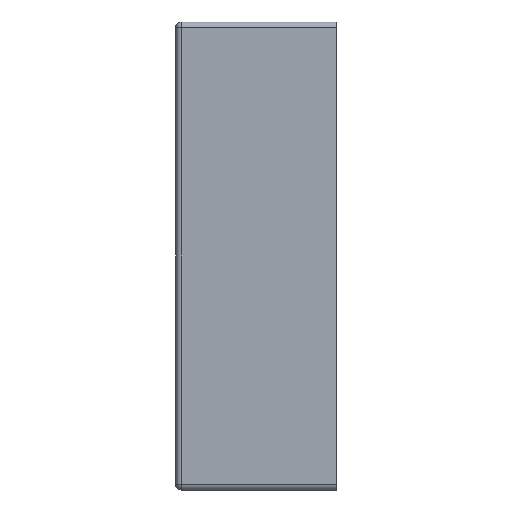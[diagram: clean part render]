
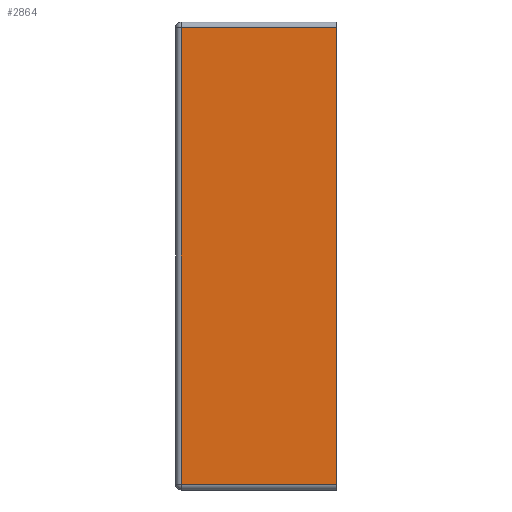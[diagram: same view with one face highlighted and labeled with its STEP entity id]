
A CAD part, left-side view. The second image highlights one B-rep face of the part: STEP entity #2864.
In plain terms, the highlighted planar face has unit normal (-1, 0, 0).
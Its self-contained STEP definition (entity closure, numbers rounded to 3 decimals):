
#714 = DIRECTION ( 'NONE',  ( 0., 0., 1. ) ) ;
#724 = VERTEX_POINT ( 'NONE', #2062 ) ;
#782 = VECTOR ( 'NONE', #4919, 1000. ) ;
#936 = LINE ( 'NONE', #5144, #6008 ) ;
#941 = LINE ( 'NONE', #3926, #782 ) ;
#1212 = CARTESIAN_POINT ( 'NONE',  ( -1.25, 0., -1.25 ) ) ;
#1590 = LINE ( 'NONE', #5837, #3725 ) ;
#1691 = CARTESIAN_POINT ( 'NONE',  ( -1.25, 0.86, -1.25 ) ) ;
#1774 = PLANE ( 'NONE',  #1841 ) ;
#1841 = AXIS2_PLACEMENT_3D ( 'NONE', #1691, #5361, #3774 ) ;
#1890 = CARTESIAN_POINT ( 'NONE',  ( -1.25, 0., 1.22 ) ) ;
#1936 = DIRECTION ( 'NONE',  ( 0., 1., 0. ) ) ;
#2017 = VERTEX_POINT ( 'NONE', #5262 ) ;
#2060 = VECTOR ( 'NONE', #714, 1000. ) ;
#2062 = CARTESIAN_POINT ( 'NONE',  ( -1.25, 0.83, -1.22 ) ) ;
#2343 = CARTESIAN_POINT ( 'NONE',  ( -1.25, 0.83, 1.22 ) ) ;
#2414 = VERTEX_POINT ( 'NONE', #1890 ) ;
#2788 = ORIENTED_EDGE ( 'NONE', *, *, #4972, .T. ) ;
#2864 = ADVANCED_FACE ( 'NONE', ( #5685 ), #1774, .F. ) ;
#3095 = VERTEX_POINT ( 'NONE', #2343 ) ;
#3155 = ORIENTED_EDGE ( 'NONE', *, *, #5091, .T. ) ;
#3508 = EDGE_LOOP ( 'NONE', ( #5728, #3155, #5290, #2788 ) ) ;
#3725 = VECTOR ( 'NONE', #1936, 1000. ) ;
#3774 = DIRECTION ( 'NONE',  ( 0., 0., -1. ) ) ;
#3926 = CARTESIAN_POINT ( 'NONE',  ( -1.25, 0., -1.22 ) ) ;
#4632 = LINE ( 'NONE', #1212, #2060 ) ;
#4648 = DIRECTION ( 'NONE',  ( 0., 0., -1. ) ) ;
#4919 = DIRECTION ( 'NONE',  ( 0., -1., 0. ) ) ;
#4972 = EDGE_CURVE ( 'NONE', #2414, #3095, #1590, .T. ) ;
#5091 = EDGE_CURVE ( 'NONE', #724, #2017, #941, .T. ) ;
#5144 = CARTESIAN_POINT ( 'NONE',  ( -1.25, 0.83, -1.25 ) ) ;
#5262 = CARTESIAN_POINT ( 'NONE',  ( -1.25, 0., -1.22 ) ) ;
#5290 = ORIENTED_EDGE ( 'NONE', *, *, #5300, .T. ) ;
#5300 = EDGE_CURVE ( 'NONE', #2017, #2414, #4632, .T. ) ;
#5361 = DIRECTION ( 'NONE',  ( 1., 0., 0. ) ) ;
#5685 = FACE_OUTER_BOUND ( 'NONE', #3508, .T. ) ;
#5728 = ORIENTED_EDGE ( 'NONE', *, *, #6377, .T. ) ;
#5837 = CARTESIAN_POINT ( 'NONE',  ( -1.25, 0.86, 1.22 ) ) ;
#6008 = VECTOR ( 'NONE', #4648, 1000. ) ;
#6377 = EDGE_CURVE ( 'NONE', #3095, #724, #936, .T. ) ;
